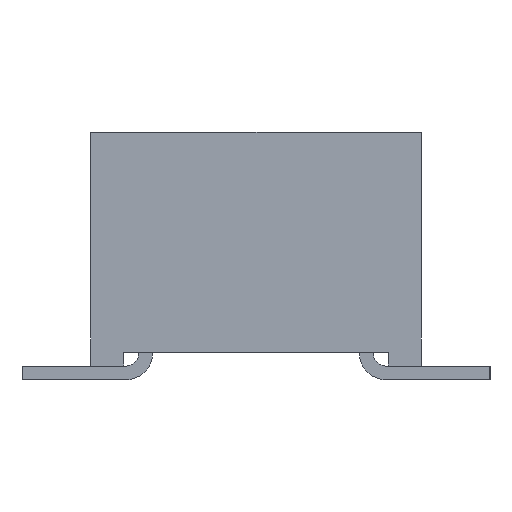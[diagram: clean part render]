
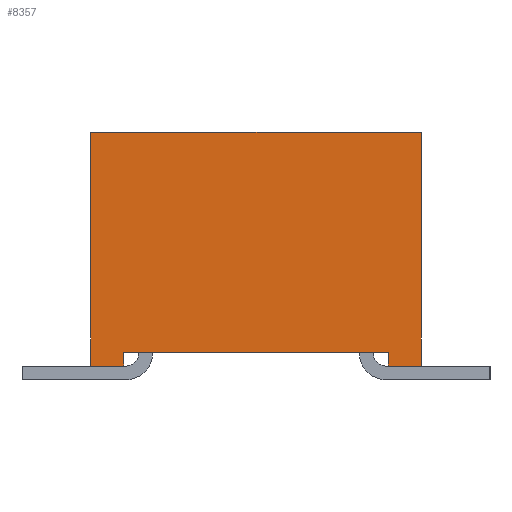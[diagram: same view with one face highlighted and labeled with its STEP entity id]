
A CAD part, left-side view. The second image highlights one B-rep face of the part: STEP entity #8357.
In plain terms, the highlighted planar face has unit normal (-1, 0, 0).
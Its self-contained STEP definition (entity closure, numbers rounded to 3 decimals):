
#8357 = ADVANCED_FACE('',(#8358),#8424,.F.);
#8358 = FACE_BOUND('',#8359,.T.);
#8359 = EDGE_LOOP('',(#8360,#8370,#8378,#8386,#8394,#8402,#8410,#8418));
#8360 = ORIENTED_EDGE('',*,*,#8361,.T.);
#8361 = EDGE_CURVE('',#8362,#8364,#8366,.T.);
#8362 = VERTEX_POINT('',#8363);
#8363 = CARTESIAN_POINT('',(-19.901,-1.219,0.277));
#8364 = VERTEX_POINT('',#8365);
#8365 = CARTESIAN_POINT('',(-19.901,-1.219,0.15));
#8366 = LINE('',#8367,#8368);
#8367 = CARTESIAN_POINT('',(-19.901,-1.219,0.277));
#8368 = VECTOR('',#8369,1.);
#8369 = DIRECTION('',(0.,0.,-1.));
#8370 = ORIENTED_EDGE('',*,*,#8371,.T.);
#8371 = EDGE_CURVE('',#8364,#8372,#8374,.T.);
#8372 = VERTEX_POINT('',#8373);
#8373 = CARTESIAN_POINT('',(-19.901,-1.524,0.15));
#8374 = LINE('',#8375,#8376);
#8375 = CARTESIAN_POINT('',(-19.901,1.524,0.15));
#8376 = VECTOR('',#8377,1.);
#8377 = DIRECTION('',(0.,-1.,0.));
#8378 = ORIENTED_EDGE('',*,*,#8379,.F.);
#8379 = EDGE_CURVE('',#8380,#8372,#8382,.T.);
#8380 = VERTEX_POINT('',#8381);
#8381 = CARTESIAN_POINT('',(-19.901,-1.524,2.309));
#8382 = LINE('',#8383,#8384);
#8383 = CARTESIAN_POINT('',(-19.901,-1.524,2.309));
#8384 = VECTOR('',#8385,1.);
#8385 = DIRECTION('',(0.,0.,-1.));
#8386 = ORIENTED_EDGE('',*,*,#8387,.F.);
#8387 = EDGE_CURVE('',#8388,#8380,#8390,.T.);
#8388 = VERTEX_POINT('',#8389);
#8389 = CARTESIAN_POINT('',(-19.901,1.524,2.309));
#8390 = LINE('',#8391,#8392);
#8391 = CARTESIAN_POINT('',(-19.901,1.524,2.309));
#8392 = VECTOR('',#8393,1.);
#8393 = DIRECTION('',(0.,-1.,0.));
#8394 = ORIENTED_EDGE('',*,*,#8395,.T.);
#8395 = EDGE_CURVE('',#8388,#8396,#8398,.T.);
#8396 = VERTEX_POINT('',#8397);
#8397 = CARTESIAN_POINT('',(-19.901,1.524,0.15));
#8398 = LINE('',#8399,#8400);
#8399 = CARTESIAN_POINT('',(-19.901,1.524,2.309));
#8400 = VECTOR('',#8401,1.);
#8401 = DIRECTION('',(0.,0.,-1.));
#8402 = ORIENTED_EDGE('',*,*,#8403,.T.);
#8403 = EDGE_CURVE('',#8396,#8404,#8406,.T.);
#8404 = VERTEX_POINT('',#8405);
#8405 = CARTESIAN_POINT('',(-19.901,1.219,0.15));
#8406 = LINE('',#8407,#8408);
#8407 = CARTESIAN_POINT('',(-19.901,1.524,0.15));
#8408 = VECTOR('',#8409,1.);
#8409 = DIRECTION('',(0.,-1.,0.));
#8410 = ORIENTED_EDGE('',*,*,#8411,.T.);
#8411 = EDGE_CURVE('',#8404,#8412,#8414,.T.);
#8412 = VERTEX_POINT('',#8413);
#8413 = CARTESIAN_POINT('',(-19.901,1.219,0.277));
#8414 = LINE('',#8415,#8416);
#8415 = CARTESIAN_POINT('',(-19.901,1.219,0.023));
#8416 = VECTOR('',#8417,1.);
#8417 = DIRECTION('',(0.,0.,1.));
#8418 = ORIENTED_EDGE('',*,*,#8419,.T.);
#8419 = EDGE_CURVE('',#8412,#8362,#8420,.T.);
#8420 = LINE('',#8421,#8422);
#8421 = CARTESIAN_POINT('',(-19.901,1.219,0.277));
#8422 = VECTOR('',#8423,1.);
#8423 = DIRECTION('',(0.,-1.,0.));
#8424 = PLANE('',#8425);
#8425 = AXIS2_PLACEMENT_3D('',#8426,#8427,#8428);
#8426 = CARTESIAN_POINT('',(-19.901,1.524,2.309));
#8427 = DIRECTION('',(1.,0.,0.));
#8428 = DIRECTION('',(0.,1.,0.));
